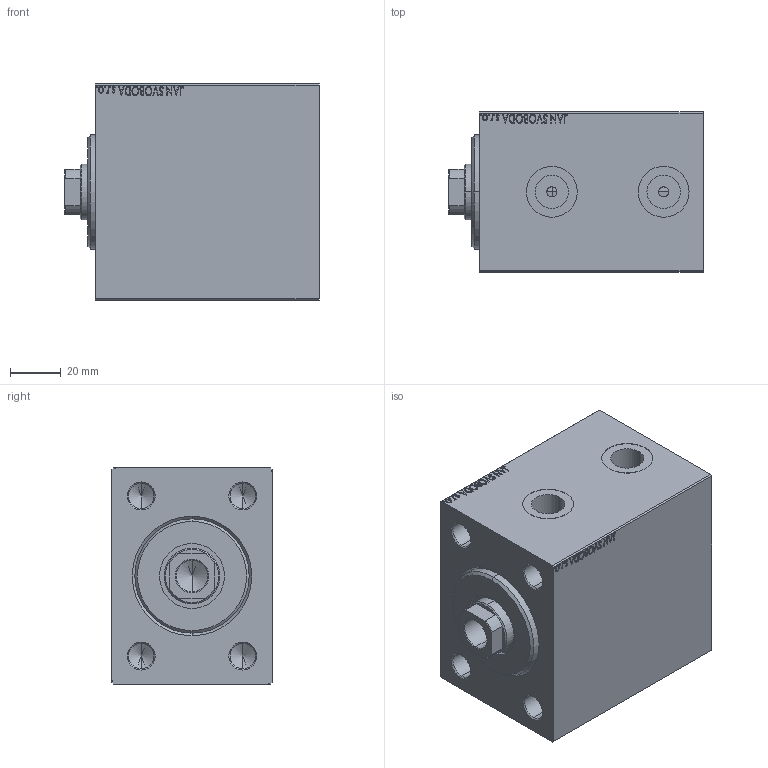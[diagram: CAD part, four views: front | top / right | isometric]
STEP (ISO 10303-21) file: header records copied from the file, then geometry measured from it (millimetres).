
FILE_DESCRIPTION (( 'STEP AP203' ), '1' );
FILE_NAME ('f2d3.STEP', '2021-03-18T23:03:39', ( '' ), ( '' ), 'SwSTEP 2.0', 'SolidWorks 2019', '' );
FILE_SCHEMA (( 'CONFIG_CONTROL_DESIGN' ));
Length unit declared in the file: millimetre
Products named in the file (4): V450CM_B_VCP 88d6f56147a4d2be73792844f6d77166; V450CM_B 88d6f56147a4d2be73792844f6d77166; f2d3; V450CM_VC_B 88d6f56147a4d2be73792844f6d77166
Assembly tree (3 placements, depth 2):
  f2d3
    V450CM_B 88d6f56147a4d2be73792844f6d77166
    V450CM_B_VCP 88d6f56147a4d2be73792844f6d77166
    V450CM_VC_B 88d6f56147a4d2be73792844f6d77166
Bounding box: 100 x 63 x 85 mm (x, y, z)
Volume: 437056.7 mm3; surface area: 72181.5 mm2
Topology: 3 solids, 3 shells, 878 faces, 2253 edges, 1475 vertices
Faces by surface type: plane 400, bspline 380, cylinder 52, cone 46
Entity records: 44343 total; most frequent: CARTESIAN_POINT 25208, ORIENTED_EDGE 4470, DIRECTION 2601, EDGE_CURVE 2235, VERTEX_POINT 1475, VECTOR 1329, LINE 1329, EDGE_LOOP 996
